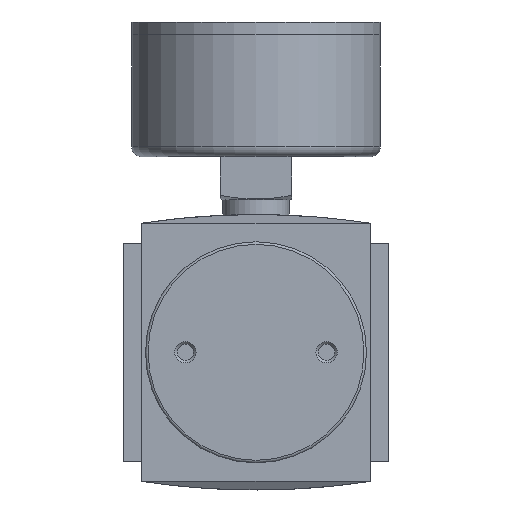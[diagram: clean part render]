
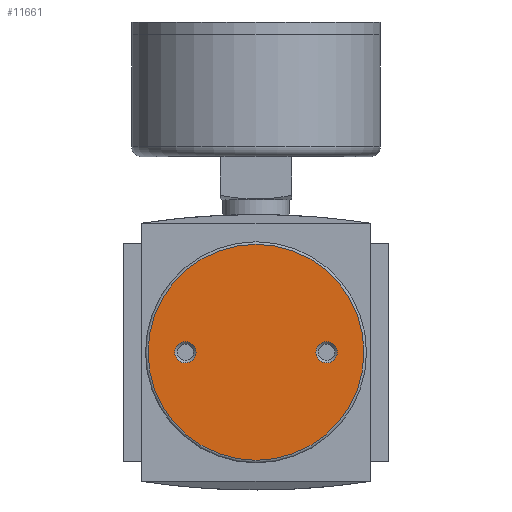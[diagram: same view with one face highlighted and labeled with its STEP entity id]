
A CAD part, front view. The second image highlights one B-rep face of the part: STEP entity #11661.
In plain terms, the highlighted planar face has unit normal (0, -1, 0).
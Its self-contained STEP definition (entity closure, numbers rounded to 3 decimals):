
#1901=PLANE('',#12554);
#4268=ORIENTED_EDGE('',*,*,#5460,.F.);
#4269=ORIENTED_EDGE('',*,*,#5459,.T.);
#4270=ORIENTED_EDGE('',*,*,#5461,.F.);
#5459=EDGE_CURVE('',#6255,#6255,#6663,.T.);
#5460=EDGE_CURVE('',#6256,#6256,#6664,.F.);
#5461=EDGE_CURVE('',#6257,#6257,#6665,.T.);
#6255=VERTEX_POINT('',#17627);
#6256=VERTEX_POINT('',#17630);
#6257=VERTEX_POINT('',#17632);
#6663=CIRCLE('',#12553,21.25);
#6664=CIRCLE('',#12555,2.1);
#6665=CIRCLE('',#12556,2.1);
#7204=EDGE_LOOP('',(#4268));
#7205=EDGE_LOOP('',(#4269));
#7206=EDGE_LOOP('',(#4270));
#7753=FACE_BOUND('',#7204,.T.);
#7754=FACE_BOUND('',#7205,.T.);
#7755=FACE_BOUND('',#7206,.T.);
#11661=ADVANCED_FACE('',(#7753,#7754,#7755),#1901,.F.);
#12553=AXIS2_PLACEMENT_3D('',#17626,#15064,#15065);
#12554=AXIS2_PLACEMENT_3D('',#17628,#15066,#15067);
#12555=AXIS2_PLACEMENT_3D('',#17629,#15068,#15069);
#12556=AXIS2_PLACEMENT_3D('',#17631,#15070,#15071);
#15064=DIRECTION('',(0.,-1.,0.));
#15065=DIRECTION('',(0.,0.,-1.));
#15066=DIRECTION('',(0.,1.,0.));
#15067=DIRECTION('',(0.,0.,1.));
#15068=DIRECTION('',(0.,1.,0.));
#15069=DIRECTION('',(0.,0.,1.));
#15070=DIRECTION('',(0.,-1.,0.));
#15071=DIRECTION('',(0.,0.,-1.));
#17626=CARTESIAN_POINT('',(0.,-33.,0.));
#17627=CARTESIAN_POINT('',(0.,-33.,-21.25));
#17628=CARTESIAN_POINT('',(21.25,-33.,0.));
#17629=CARTESIAN_POINT('',(13.9,-33.,0.));
#17630=CARTESIAN_POINT('',(13.9,-33.,2.1));
#17631=CARTESIAN_POINT('',(-13.9,-33.,0.));
#17632=CARTESIAN_POINT('',(-13.9,-33.,-2.1));
